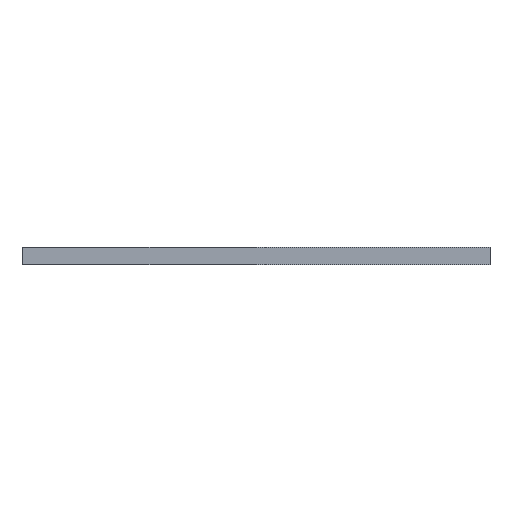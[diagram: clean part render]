
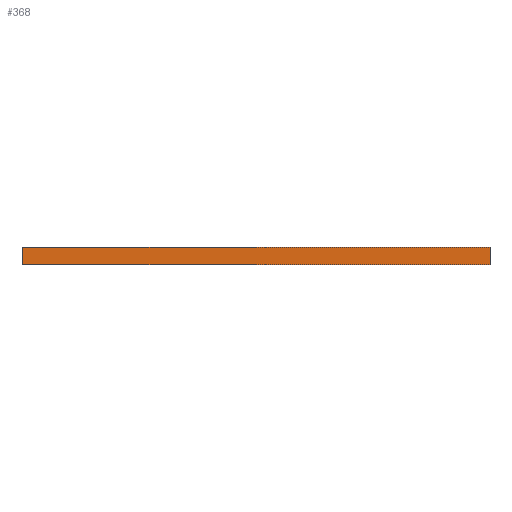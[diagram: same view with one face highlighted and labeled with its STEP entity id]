
A CAD part, left-side view. The second image highlights one B-rep face of the part: STEP entity #368.
In plain terms, the highlighted planar face has unit normal (-1, 0, 0).
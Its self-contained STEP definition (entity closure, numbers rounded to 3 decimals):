
#117 = LINE ( 'NONE', #1575, #563 ) ;
#186 = VERTEX_POINT ( 'NONE', #2823 ) ;
#368 = ADVANCED_FACE ( 'NONE', ( #3468 ), #1268, .T. ) ;
#563 = VECTOR ( 'NONE', #587, 1000. ) ;
#575 = DIRECTION ( 'NONE',  ( -1., 0., 0. ) ) ;
#587 = DIRECTION ( 'NONE',  ( 0., 1., 0. ) ) ;
#589 = DIRECTION ( 'NONE',  ( 0., 0., 1. ) ) ;
#655 = VERTEX_POINT ( 'NONE', #3488 ) ;
#1159 = CARTESIAN_POINT ( 'NONE',  ( -22.4, -22.875, 0.85 ) ) ;
#1268 = PLANE ( 'NONE',  #1669 ) ;
#1459 = EDGE_LOOP ( 'NONE', ( #4382, #1681, #4375, #3099 ) ) ;
#1575 = CARTESIAN_POINT ( 'NONE',  ( -22.4, -22.875, -0.85 ) ) ;
#1669 = AXIS2_PLACEMENT_3D ( 'NONE', #3315, #575, #589 ) ;
#1681 = ORIENTED_EDGE ( 'NONE', *, *, #2612, .F. ) ;
#2039 = LINE ( 'NONE', #1159, #2892 ) ;
#2275 = DIRECTION ( 'NONE',  ( 0., 1., 0. ) ) ;
#2554 = CARTESIAN_POINT ( 'NONE',  ( -22.4, -22.875, 0.85 ) ) ;
#2612 = EDGE_CURVE ( 'NONE', #4196, #3255, #2039, .T. ) ;
#2659 = VECTOR ( 'NONE', #2275, 1000. ) ;
#2813 = DIRECTION ( 'NONE',  ( 0., 0., -1. ) ) ;
#2823 = CARTESIAN_POINT ( 'NONE',  ( -22.4, 22.875, -0.85 ) ) ;
#2892 = VECTOR ( 'NONE', #2927, 1000. ) ;
#2927 = DIRECTION ( 'NONE',  ( 0., 0., -1. ) ) ;
#3099 = ORIENTED_EDGE ( 'NONE', *, *, #4099, .T. ) ;
#3122 = CARTESIAN_POINT ( 'NONE',  ( -22.4, 22.875, 0.85 ) ) ;
#3255 = VERTEX_POINT ( 'NONE', #3900 ) ;
#3315 = CARTESIAN_POINT ( 'NONE',  ( -22.4, -22.875, 0.85 ) ) ;
#3316 = LINE ( 'NONE', #3122, #3919 ) ;
#3468 = FACE_OUTER_BOUND ( 'NONE', #1459, .T. ) ;
#3488 = CARTESIAN_POINT ( 'NONE',  ( -22.4, 22.875, 0.85 ) ) ;
#3590 = LINE ( 'NONE', #4031, #2659 ) ;
#3900 = CARTESIAN_POINT ( 'NONE',  ( -22.4, -22.875, -0.85 ) ) ;
#3919 = VECTOR ( 'NONE', #2813, 1000. ) ;
#4031 = CARTESIAN_POINT ( 'NONE',  ( -22.4, -22.875, 0.85 ) ) ;
#4099 = EDGE_CURVE ( 'NONE', #655, #186, #3316, .T. ) ;
#4196 = VERTEX_POINT ( 'NONE', #2554 ) ;
#4272 = EDGE_CURVE ( 'NONE', #3255, #186, #117, .T. ) ;
#4303 = EDGE_CURVE ( 'NONE', #4196, #655, #3590, .T. ) ;
#4375 = ORIENTED_EDGE ( 'NONE', *, *, #4303, .T. ) ;
#4382 = ORIENTED_EDGE ( 'NONE', *, *, #4272, .F. ) ;
